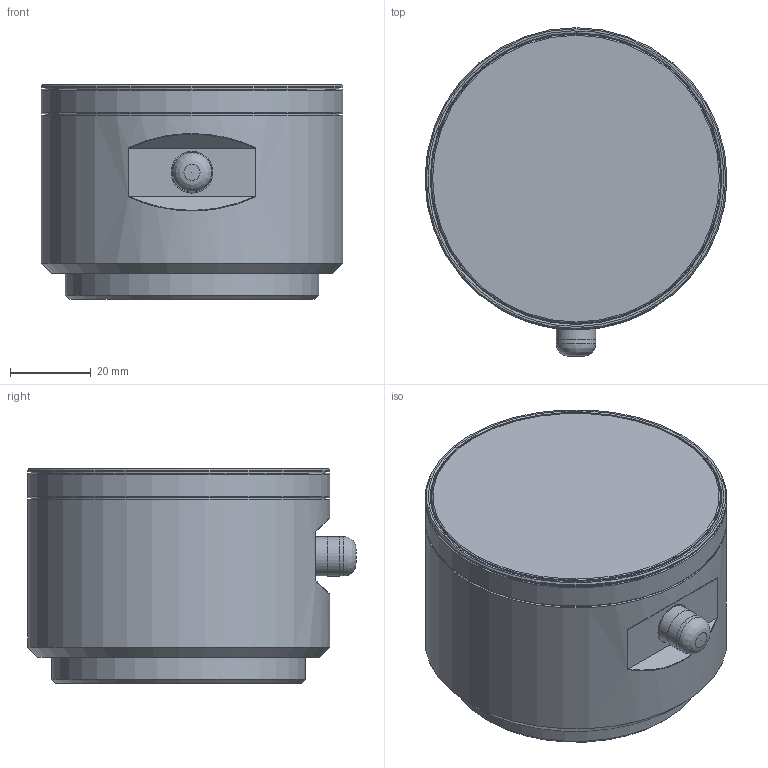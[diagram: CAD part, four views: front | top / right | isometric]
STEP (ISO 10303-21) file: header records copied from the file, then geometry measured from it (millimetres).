
FILE_DESCRIPTION(/* description */ (''),/* implementation_level */ '2;1');
FILE_NAME(/* name */ 'UR5eWrist3.stp',/* time_stamp */ '2022-12-19T12:56:02-05:00',/* author */ ('kibira'),/* organization */ (''),/* preprocessor_version */ 'ST-DEVELOPER v19.2',/* originating_system */ 'AutoCAD Mechanical',/* authorisation */ '');
FILE_SCHEMA (('AUTOMOTIVE_DESIGN { 1 0 10303 214 3 1 1 }'));
Length unit declared in the file: millimetre
Products named in the file (2): Product; C-1000255
Assembly tree (1 placements, depth 2):
  Product
    C-1000255
Bounding box: 75 x 81.6 x 53.3 mm (x, y, z)
Volume: 218941.3 mm3; surface area: 26373.8 mm2
Topology: 5 solids, 10 shells, 99 faces, 193 edges, 125 vertices
Faces by surface type: plane 37, cylinder 27, cone 24, torus 7, bspline 4
Full cylindrical faces by diameter (mm): 5 x4, 6 x1, 9.4 x4, 9.5 x4, 9.8 x2, 9.82 x2, 31.5 x1, 63 x1, 73.262 x2, 75 x2
Entity records: 3942 total; most frequent: CARTESIAN_POINT 1815, DIRECTION 469, ORIENTED_EDGE 374, AXIS2_PLACEMENT_3D 201, EDGE_CURVE 187, VERTEX_POINT 125, EDGE_LOOP 124, CIRCLE 103
